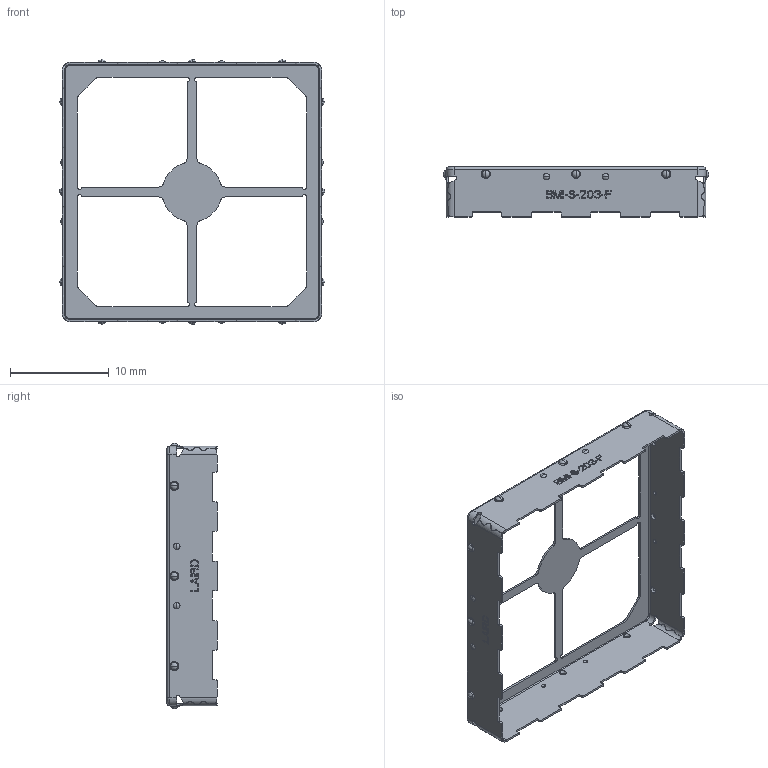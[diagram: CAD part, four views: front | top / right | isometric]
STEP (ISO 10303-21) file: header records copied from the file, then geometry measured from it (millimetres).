
FILE_DESCRIPTION((''),'2;1');
FILE_NAME('BMI-S-203-F','2020-06-25T10:40:23',('Tim.Wrona'),('LAIRD'),'CREO PARAMETRIC BY PTC INC, 2018020','CREO PARAMETRIC BY PTC INC, 2018020','');
FILE_SCHEMA(('AUTOMOTIVE_DESIGN { 1 0 10303 214 1 1 1 1 }'));
Products named in the file (1): BMI-S-203-F
Bounding box: 26.82 x 5.08 x 26.82 mm (x, y, z)
Volume: 137 mm3; surface area: 1447.7 mm2
Topology: 1 solids, 1 shells, 1452 faces, 4073 edges, 2622 vertices
Faces by surface type: plane 1048, cylinder 140, bspline 128, sphere 80, cone 48, torus 8
Entity records: 62510 total; most frequent: CARTESIAN_POINT 13358, ORIENTED_EDGE 7986, DIRECTION 6870, PRESENTATION_STYLE_ASSIGNMENT 3994, STYLED_ITEM 3994, CURVE_STYLE 3993, EDGE_CURVE 3993, VECTOR 3233
